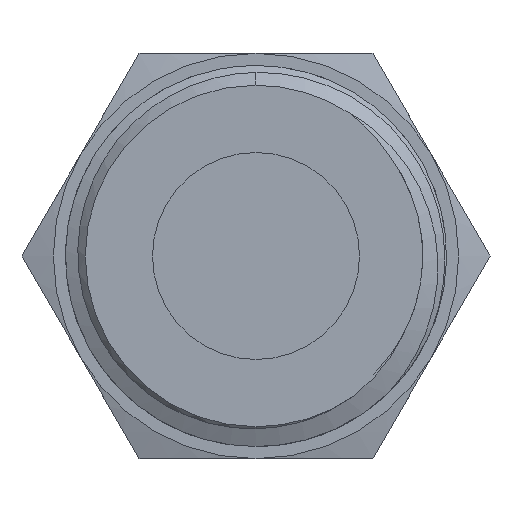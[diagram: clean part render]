
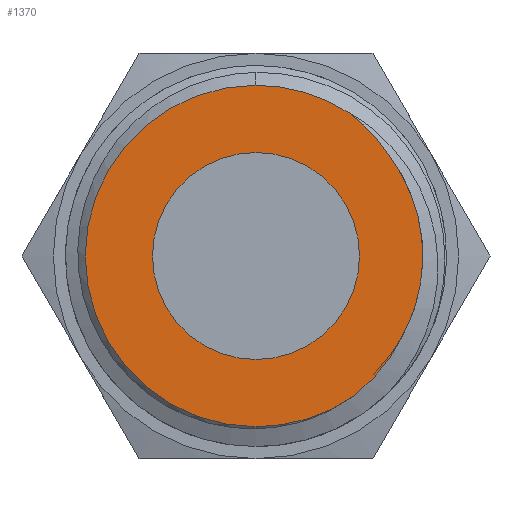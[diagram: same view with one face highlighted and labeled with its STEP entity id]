
A CAD part, front view. The second image highlights one B-rep face of the part: STEP entity #1370.
In plain terms, the highlighted planar face has unit normal (0, -1, 0).
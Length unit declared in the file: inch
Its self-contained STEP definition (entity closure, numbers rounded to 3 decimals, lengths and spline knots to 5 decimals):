
#27 = DIRECTION ( 'NONE',  ( 0., 0., -1. ) ) ;
#51 = DIRECTION ( 'NONE',  ( 0., -1., 0. ) ) ;
#53 = CARTESIAN_POINT ( 'NONE',  ( 0.18274, -0.35, 0.17844 ) ) ;
#60 = CARTESIAN_POINT ( 'NONE',  ( 0., -0.35, 0. ) ) ;
#129 = CARTESIAN_POINT ( 'NONE',  ( 0.24357, -0.35, 0.06954 ) ) ;
#177 = DIRECTION ( 'NONE',  ( 0., 0., -1. ) ) ;
#181 = DIRECTION ( 'NONE',  ( 0., -1., 0. ) ) ;
#187 = CARTESIAN_POINT ( 'NONE',  ( 0., -0.35, 0. ) ) ;
#219 = FACE_BOUND ( 'NONE', #1702, .T. ) ;
#240 = CARTESIAN_POINT ( 'NONE',  ( 0., -0.35, 0. ) ) ;
#285 = CARTESIAN_POINT ( 'NONE',  ( 0.19977, -0.35, 0.15527 ) ) ;
#329 = CARTESIAN_POINT ( 'NONE',  ( 0., -0.35, 0.259 ) ) ;
#346 = CARTESIAN_POINT ( 'NONE',  ( 0.19977, -0.35, 0.15527 ) ) ;
#348 = CARTESIAN_POINT ( 'NONE',  ( 0.18513, -0.35, -0.1779 ) ) ;
#352 = AXIS2_PLACEMENT_3D ( 'NONE', #240, #2528, #1522 ) ;
#354 = CARTESIAN_POINT ( 'NONE',  ( 0.25101, -0.35, 0.03399 ) ) ;
#358 = CIRCLE ( 'NONE', #1134, 0.259 ) ;
#367 = EDGE_CURVE ( 'NONE', #1803, #2119, #2057, .T. ) ;
#405 = PLANE ( 'NONE',  #2734 ) ;
#585 = CARTESIAN_POINT ( 'NONE',  ( 0.16353, -0.35, -0.19982 ) ) ;
#587 = CIRCLE ( 'NONE', #2161, 0.259 ) ;
#596 = CARTESIAN_POINT ( 'NONE',  ( 0.2533, -0.35, -0.00203 ) ) ;
#639 = CARTESIAN_POINT ( 'NONE',  ( 0., -0.35, 0. ) ) ;
#640 = ORIENTED_EDGE ( 'NONE', *, *, #1217, .F. ) ;
#645 = CARTESIAN_POINT ( 'NONE',  ( 0., -0.35, 0. ) ) ;
#653 = DIRECTION ( 'NONE',  ( 0., -1., 0. ) ) ;
#825 = CARTESIAN_POINT ( 'NONE',  ( 0.19977, -0.35, 0.15527 ) ) ;
#828 = CARTESIAN_POINT ( 'NONE',  ( 0.1478, -0.35, -0.21269 ) ) ;
#836 = CARTESIAN_POINT ( 'NONE',  ( 0.25038, -0.35, -0.03835 ) ) ;
#837 = CARTESIAN_POINT ( 'NONE',  ( 0., -0.35, 0. ) ) ;
#879 = DIRECTION ( 'NONE',  ( 0., 0., -1. ) ) ;
#916 = CIRCLE ( 'NONE', #2480, 0.157 ) ;
#962 = ORIENTED_EDGE ( 'NONE', *, *, #1998, .F. ) ;
#1005 = EDGE_CURVE ( 'NONE', #1192, #1961, #587, .T. ) ;
#1008 = ORIENTED_EDGE ( 'NONE', *, *, #2408, .F. ) ;
#1066 = CARTESIAN_POINT ( 'NONE',  ( 0.2424, -0.35, -0.07351 ) ) ;
#1068 = DIRECTION ( 'NONE',  ( 0., 0., -1. ) ) ;
#1110 = EDGE_CURVE ( 'NONE', #1961, #1562, #2718, .T. ) ;
#1126 = CARTESIAN_POINT ( 'NONE',  ( 0.14127, -0.35, 0.21708 ) ) ;
#1134 = AXIS2_PLACEMENT_3D ( 'NONE', #837, #2313, #1068 ) ;
#1192 = VERTEX_POINT ( 'NONE', #329 ) ;
#1217 = EDGE_CURVE ( 'NONE', #1516, #1562, #2084, .T. ) ;
#1219 = CARTESIAN_POINT ( 'NONE',  ( 0.14127, -0.35, 0.21708 ) ) ;
#1247 = B_SPLINE_CURVE_WITH_KNOTS ( 'NONE', 3,
 ( #1219, #2437, #1425, #53, #1633, #285 ),
 .UNSPECIFIED., .F., .F.,
 ( 4, 2, 4 ),
 ( 0.00264, 0.00372, 0.0048 ),
 .UNSPECIFIED. ) ;
#1267 = ORIENTED_EDGE ( 'NONE', *, *, #1005, .T. ) ;
#1272 = EDGE_CURVE ( 'NONE', #2183, #1192, #358, .T. ) ;
#1283 = CARTESIAN_POINT ( 'NONE',  ( 0.21501, -0.35, -0.13691 ) ) ;
#1292 = CARTESIAN_POINT ( 'NONE',  ( 0.22597, -0.35, 0.11445 ) ) ;
#1299 = CARTESIAN_POINT ( 'NONE',  ( 0.22937, -0.35, -0.10748 ) ) ;
#1370 = ADVANCED_FACE ( 'NONE', ( #219, #2452 ), #405, .T. ) ;
#1425 = CARTESIAN_POINT ( 'NONE',  ( 0.16318, -0.35, 0.19903 ) ) ;
#1486 = CARTESIAN_POINT ( 'NONE',  ( 0.23994, -0.35, 0.08117 ) ) ;
#1516 = VERTEX_POINT ( 'NONE', #2474 ) ;
#1522 = DIRECTION ( 'NONE',  ( 0., 0., -1. ) ) ;
#1531 = CARTESIAN_POINT ( 'NONE',  ( 0., -0.35, -0.157 ) ) ;
#1562 = VERTEX_POINT ( 'NONE', #2660 ) ;
#1570 = EDGE_CURVE ( 'NONE', #1571, #1516, #2335, .T. ) ;
#1571 = VERTEX_POINT ( 'NONE', #346 ) ;
#1633 = CARTESIAN_POINT ( 'NONE',  ( 0.19178, -0.35, 0.16722 ) ) ;
#1693 = CARTESIAN_POINT ( 'NONE',  ( 0.20426, -0.35, -0.15414 ) ) ;
#1700 = CARTESIAN_POINT ( 'NONE',  ( 0.24911, -0.35, 0.0459 ) ) ;
#1702 = EDGE_LOOP ( 'NONE', ( #1008, #2618 ) ) ;
#1803 = VERTEX_POINT ( 'NONE', #2553 ) ;
#1804 = ORIENTED_EDGE ( 'NONE', *, *, #1570, .F. ) ;
#1914 = CARTESIAN_POINT ( 'NONE',  ( 0.17819, -0.35, -0.18551 ) ) ;
#1921 = CARTESIAN_POINT ( 'NONE',  ( 0.2531, -0.35, 0.01003 ) ) ;
#1961 = VERTEX_POINT ( 'NONE', #2588 ) ;
#1991 = ORIENTED_EDGE ( 'NONE', *, *, #1110, .T. ) ;
#1998 = EDGE_CURVE ( 'NONE', #2183, #1571, #1247, .T. ) ;
#2057 = CIRCLE ( 'NONE', #2635, 0.157 ) ;
#2084 = B_SPLINE_CURVE_WITH_KNOTS ( 'NONE', 3,
 ( #2662, #1283, #1693, #348, #1914, #585, #2102, #828 ),
 .UNSPECIFIED., .F., .F.,
 ( 4, 2, 2, 4 ),
 ( 0., 0.00155, 0.00232, 0.00309 ),
 .UNSPECIFIED. ) ;
#2100 = CARTESIAN_POINT ( 'NONE',  ( 0.20724, -0.35, 0.14565 ) ) ;
#2102 = CARTESIAN_POINT ( 'NONE',  ( 0.15584, -0.35, -0.20649 ) ) ;
#2109 = CARTESIAN_POINT ( 'NONE',  ( 0.25193, -0.35, -0.02632 ) ) ;
#2119 = VERTEX_POINT ( 'NONE', #1531 ) ;
#2142 = EDGE_LOOP ( 'NONE', ( #640, #1804, #962, #2338, #1267, #1991 ) ) ;
#2145 = DIRECTION ( 'NONE',  ( 0., -1., 0. ) ) ;
#2149 = DIRECTION ( 'NONE',  ( 0., 0., -1. ) ) ;
#2161 = AXIS2_PLACEMENT_3D ( 'NONE', #60, #51, #27 ) ;
#2183 = VERTEX_POINT ( 'NONE', #1126 ) ;
#2312 = CARTESIAN_POINT ( 'NONE',  ( 0.24561, -0.35, -0.06192 ) ) ;
#2313 = DIRECTION ( 'NONE',  ( 0., -1., 0. ) ) ;
#2335 = B_SPLINE_CURVE_WITH_KNOTS ( 'NONE', 3,
 ( #825, #2100, #2495, #1292, #2668, #1486, #129, #1700, #354, #1921, #596, #2109, #836, #2312, #1066, #2502, #1299, #2680 ),
 .UNSPECIFIED., .F., .F.,
 ( 4, 2, 2, 2, 2, 2, 2, 2, 4 ),
 ( 0., 0.00093, 0.00186, 0.00278, 0.00371, 0.00464, 0.00557, 0.0065, 0.00742 ),
 .UNSPECIFIED. ) ;
#2338 = ORIENTED_EDGE ( 'NONE', *, *, #1272, .T. ) ;
#2408 = EDGE_CURVE ( 'NONE', #2119, #1803, #916, .T. ) ;
#2437 = CARTESIAN_POINT ( 'NONE',  ( 0.15262, -0.35, 0.20848 ) ) ;
#2452 = FACE_OUTER_BOUND ( 'NONE', #2142, .T. ) ;
#2474 = CARTESIAN_POINT ( 'NONE',  ( 0.22368, -0.35, -0.11825 ) ) ;
#2480 = AXIS2_PLACEMENT_3D ( 'NONE', #645, #2145, #879 ) ;
#2495 = CARTESIAN_POINT ( 'NONE',  ( 0.21403, -0.35, 0.13547 ) ) ;
#2502 = CARTESIAN_POINT ( 'NONE',  ( 0.23429, -0.35, -0.09627 ) ) ;
#2528 = DIRECTION ( 'NONE',  ( 0., -1., 0. ) ) ;
#2553 = CARTESIAN_POINT ( 'NONE',  ( 0., -0.35, 0.157 ) ) ;
#2588 = CARTESIAN_POINT ( 'NONE',  ( 0., -0.35, -0.259 ) ) ;
#2618 = ORIENTED_EDGE ( 'NONE', *, *, #367, .F. ) ;
#2635 = AXIS2_PLACEMENT_3D ( 'NONE', #187, #181, #177 ) ;
#2660 = CARTESIAN_POINT ( 'NONE',  ( 0.1478, -0.35, -0.21269 ) ) ;
#2662 = CARTESIAN_POINT ( 'NONE',  ( 0.22368, -0.35, -0.11825 ) ) ;
#2668 = CARTESIAN_POINT ( 'NONE',  ( 0.23115, -0.35, 0.10359 ) ) ;
#2680 = CARTESIAN_POINT ( 'NONE',  ( 0.22368, -0.35, -0.11825 ) ) ;
#2718 = CIRCLE ( 'NONE', #352, 0.259 ) ;
#2734 = AXIS2_PLACEMENT_3D ( 'NONE', #639, #653, #2149 ) ;
